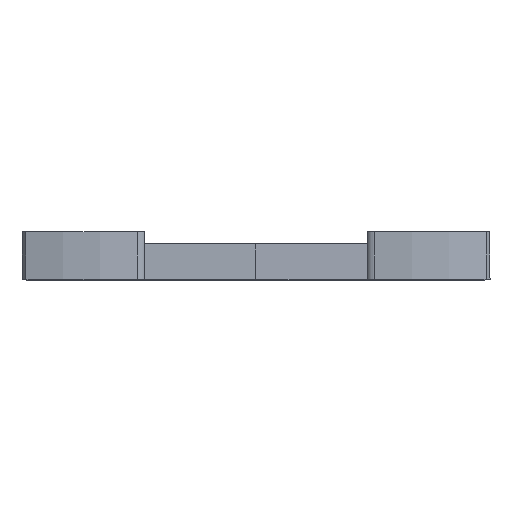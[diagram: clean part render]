
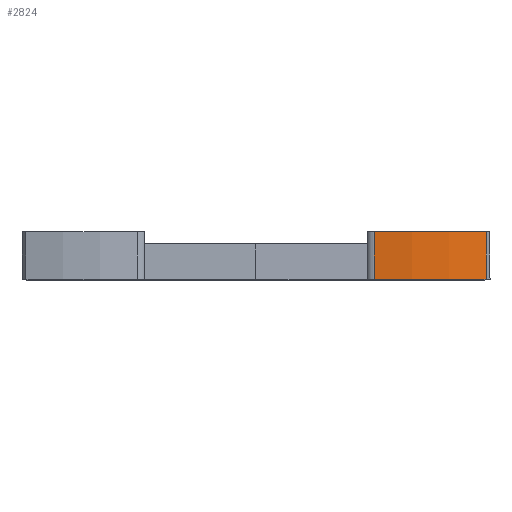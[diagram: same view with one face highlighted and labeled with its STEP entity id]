
A CAD part, top view. The second image highlights one B-rep face of the part: STEP entity #2824.
In plain terms, the highlighted cylindrical face has radius 23.723 mm (diameter 47.446 mm), a partial arc.
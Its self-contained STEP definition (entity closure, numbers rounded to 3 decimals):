
#254=FACE_OUTER_BOUND('',#420,.T.);
#420=EDGE_LOOP('',(#2349,#2350,#2351,#2352));
#713=LINE('',#4727,#987);
#715=LINE('',#4731,#989);
#987=VECTOR('',#3785,10.);
#989=VECTOR('',#3789,10.);
#1114=CIRCLE('',#3010,23.723);
#1144=CIRCLE('',#3087,23.723);
#1341=VERTEX_POINT('',#4457);
#1342=VERTEX_POINT('',#4459);
#1400=VERTEX_POINT('',#4726);
#1401=VERTEX_POINT('',#4730);
#1665=EDGE_CURVE('',#1342,#1341,#1114,.T.);
#1766=EDGE_CURVE('',#1342,#1400,#713,.T.);
#1768=EDGE_CURVE('',#1341,#1401,#715,.T.);
#1769=EDGE_CURVE('',#1401,#1400,#1144,.T.);
#2349=ORIENTED_EDGE('',*,*,#1665,.T.);
#2350=ORIENTED_EDGE('',*,*,#1768,.T.);
#2351=ORIENTED_EDGE('',*,*,#1769,.T.);
#2352=ORIENTED_EDGE('',*,*,#1766,.F.);
#2703=CYLINDRICAL_SURFACE('',#3086,23.723);
#2824=ADVANCED_FACE('',(#254),#2703,.T.);
#3010=AXIS2_PLACEMENT_3D('',#4460,#3564,#3565);
#3086=AXIS2_PLACEMENT_3D('',#4729,#3787,#3788);
#3087=AXIS2_PLACEMENT_3D('',#4732,#3790,#3791);
#3564=DIRECTION('center_axis',(0.,-1.,0.));
#3565=DIRECTION('ref_axis',(0.302,0.,0.953));
#3785=DIRECTION('',(0.,-1.,0.));
#3787=DIRECTION('center_axis',(0.,1.,0.));
#3788=DIRECTION('ref_axis',(0.302,0.,0.953));
#3789=DIRECTION('',(0.,-1.,0.));
#3790=DIRECTION('center_axis',(0.,1.,0.));
#3791=DIRECTION('ref_axis',(0.302,0.,0.953));
#4457=CARTESIAN_POINT('',(11.679,16.242,65.227));
#4459=CARTESIAN_POINT('',(22.649,16.242,64.424));
#4460=CARTESIAN_POINT('Origin',(15.478,16.242,41.81));
#4726=CARTESIAN_POINT('',(22.649,11.542,64.424));
#4727=CARTESIAN_POINT('',(22.649,16.242,64.424));
#4729=CARTESIAN_POINT('Origin',(15.478,16.242,41.81));
#4730=CARTESIAN_POINT('',(11.679,11.542,65.227));
#4731=CARTESIAN_POINT('',(11.679,16.242,65.227));
#4732=CARTESIAN_POINT('Origin',(15.478,11.542,41.81));
